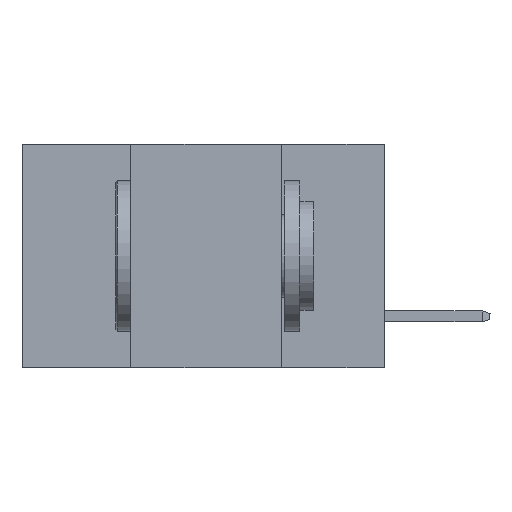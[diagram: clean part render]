
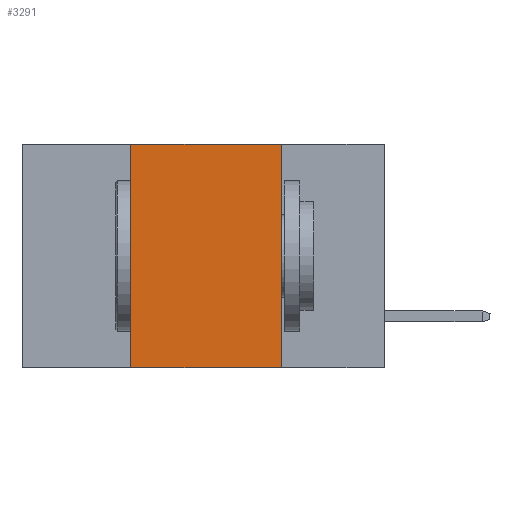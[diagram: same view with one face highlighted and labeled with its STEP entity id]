
A CAD part, left-side view. The second image highlights one B-rep face of the part: STEP entity #3291.
In plain terms, the highlighted planar face has unit normal (-1, 0, 0).
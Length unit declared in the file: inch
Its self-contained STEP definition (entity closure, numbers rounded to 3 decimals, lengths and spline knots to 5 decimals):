
#600 = DIRECTION ( 'NONE',  ( 0., -1., 0. ) ) ;
#948 = LINE ( 'NONE', #4069, #19318 ) ;
#1866 = EDGE_CURVE ( 'NONE', #20152, #9729, #948, .T. ) ;
#1869 = CARTESIAN_POINT ( 'NONE',  ( 0., 0.6, 0. ) ) ;
#2401 = VECTOR ( 'NONE', #16295, 39.37008 ) ;
#2672 = CARTESIAN_POINT ( 'NONE',  ( 0., 0.17, 0. ) ) ;
#3291 = ADVANCED_FACE ( 'NONE', ( #9236 ), #21256, .F. ) ;
#4069 = CARTESIAN_POINT ( 'NONE',  ( 0., 0.6, 0. ) ) ;
#4345 = VECTOR ( 'NONE', #17479, 39.37008 ) ;
#4813 = CARTESIAN_POINT ( 'NONE',  ( 0., 0.17, -0.37 ) ) ;
#5447 = VERTEX_POINT ( 'NONE', #6212 ) ;
#5642 = EDGE_LOOP ( 'NONE', ( #19934, #13186, #15282, #21176 ) ) ;
#6212 = CARTESIAN_POINT ( 'NONE',  ( 0., 0.42, -0.37 ) ) ;
#8875 = LINE ( 'NONE', #17249, #4345 ) ;
#9236 = FACE_OUTER_BOUND ( 'NONE', #5642, .T. ) ;
#9308 = CARTESIAN_POINT ( 'NONE',  ( 0., 0.6, -0.37 ) ) ;
#9573 = CARTESIAN_POINT ( 'NONE',  ( 0., 0.42, 0. ) ) ;
#9729 = VERTEX_POINT ( 'NONE', #2672 ) ;
#9989 = LINE ( 'NONE', #4813, #21102 ) ;
#10520 = DIRECTION ( 'NONE',  ( 0., 0., -1. ) ) ;
#10981 = VERTEX_POINT ( 'NONE', #18748 ) ;
#12070 = DIRECTION ( 'NONE',  ( 0., 0., -1. ) ) ;
#12413 = AXIS2_PLACEMENT_3D ( 'NONE', #1869, #19326, #10520 ) ;
#13186 = ORIENTED_EDGE ( 'NONE', *, *, #1866, .F. ) ;
#15282 = ORIENTED_EDGE ( 'NONE', *, *, #20445, .F. ) ;
#16295 = DIRECTION ( 'NONE',  ( 0., -1., 0. ) ) ;
#17249 = CARTESIAN_POINT ( 'NONE',  ( 0., 0.42, -0.37 ) ) ;
#17479 = DIRECTION ( 'NONE',  ( 0., 0., 1. ) ) ;
#17671 = EDGE_CURVE ( 'NONE', #5447, #10981, #18005, .T. ) ;
#17826 = EDGE_CURVE ( 'NONE', #9729, #10981, #9989, .T. ) ;
#18005 = LINE ( 'NONE', #9308, #2401 ) ;
#18748 = CARTESIAN_POINT ( 'NONE',  ( 0., 0.17, -0.37 ) ) ;
#19318 = VECTOR ( 'NONE', #600, 39.37008 ) ;
#19326 = DIRECTION ( 'NONE',  ( 1., 0., 0. ) ) ;
#19934 = ORIENTED_EDGE ( 'NONE', *, *, #17826, .F. ) ;
#20152 = VERTEX_POINT ( 'NONE', #9573 ) ;
#20445 = EDGE_CURVE ( 'NONE', #5447, #20152, #8875, .T. ) ;
#21102 = VECTOR ( 'NONE', #12070, 39.37008 ) ;
#21176 = ORIENTED_EDGE ( 'NONE', *, *, #17671, .T. ) ;
#21256 = PLANE ( 'NONE',  #12413 ) ;
